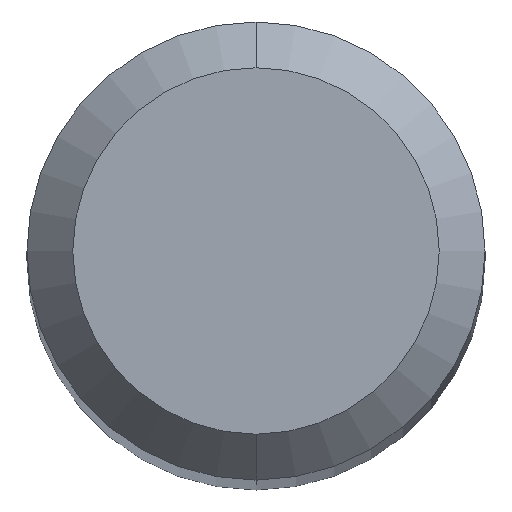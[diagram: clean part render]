
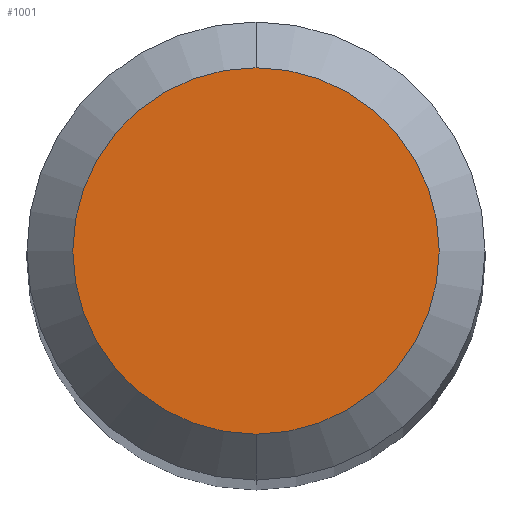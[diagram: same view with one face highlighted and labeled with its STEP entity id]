
A CAD part, top view. The second image highlights one B-rep face of the part: STEP entity #1001.
In plain terms, the highlighted planar face has unit normal (0, 0, 1).
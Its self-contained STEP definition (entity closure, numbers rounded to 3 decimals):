
#523=EDGE_CURVE('',#923,#963,#1219,.T.);
#923=VERTEX_POINT('',#1658);
#941=EDGE_CURVE('',#963,#923,#1676,.T.);
#963=VERTEX_POINT('',#1698);
#1001=ADVANCED_FACE('',(#1740),#1741,.T.);
#1219=CIRCLE('',#2786,1.2);
#1658=CARTESIAN_POINT('',(0.,-1.2,0.0));
#1676=CIRCLE('',#5023,1.2);
#1698=CARTESIAN_POINT('',(0.0,1.2,0.0));
#1740=FACE_OUTER_BOUND('',#5498,.T.);
#1741=PLANE('',#5499);
#2786=AXIS2_PLACEMENT_3D('',#5733,#5734,#5735);
#5023=AXIS2_PLACEMENT_3D('',#6273,#6274,#6275);
#5498=EDGE_LOOP('',(#6311,#6312));
#5499=AXIS2_PLACEMENT_3D('',#6313,#6314,#6315);
#5733=CARTESIAN_POINT('',(0.0,0.0,0.0));
#5734=DIRECTION('',(0.0,0.0,-1.0));
#5735=DIRECTION('',(0.0,1.0,0.0));
#6273=CARTESIAN_POINT('',(0.0,0.0,0.0));
#6274=DIRECTION('',(0.0,0.0,-1.0));
#6275=DIRECTION('',(0.0,1.0,0.0));
#6311=ORIENTED_EDGE('',*,*,#941,.F.);
#6312=ORIENTED_EDGE('',*,*,#523,.F.);
#6313=CARTESIAN_POINT('',(0.0,0.6,0.0));
#6314=DIRECTION('',(-0.0,0.0,1.0));
#6315=DIRECTION('',(0.0,-1.0,0.0));
